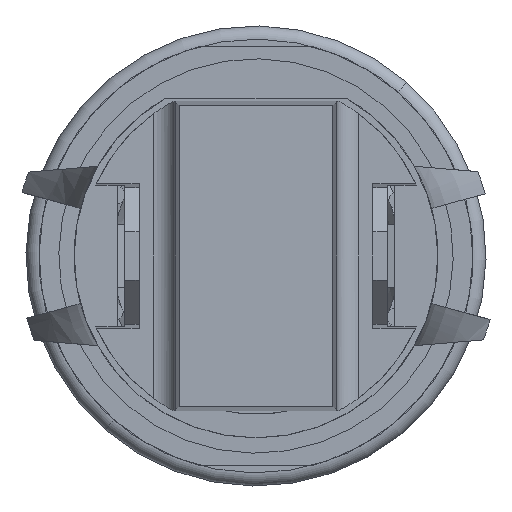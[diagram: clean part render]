
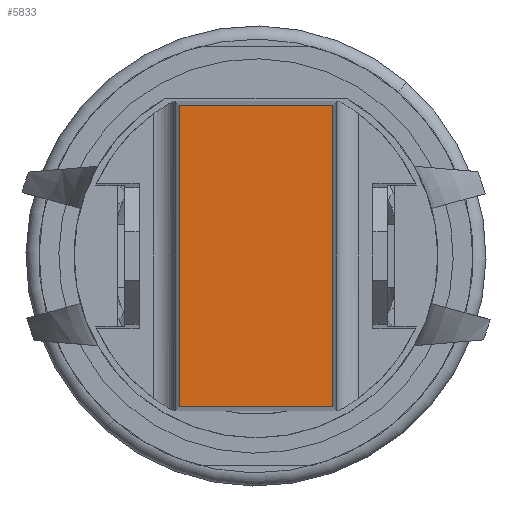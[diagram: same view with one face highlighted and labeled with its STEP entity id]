
A CAD part, front view. The second image highlights one B-rep face of the part: STEP entity #5833.
In plain terms, the highlighted planar face has unit normal (0, -1, 0).
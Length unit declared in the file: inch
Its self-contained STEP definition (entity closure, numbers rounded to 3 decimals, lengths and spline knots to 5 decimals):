
#471 = CARTESIAN_POINT ( 'NONE',  ( 0.212, -0.337, 0.10512 ) ) ;
#513 = VECTOR ( 'NONE', #2762, 39.37008 ) ;
#1030 = ORIENTED_EDGE ( 'NONE', *, *, #12229, .F. ) ;
#1256 = EDGE_CURVE ( 'NONE', #6985, #7534, #7446, .T. ) ;
#1703 = VECTOR ( 'NONE', #12461, 39.37008 ) ;
#2762 = DIRECTION ( 'NONE',  ( 0., 0., -1. ) ) ;
#2890 = FACE_OUTER_BOUND ( 'NONE', #4102, .T. ) ;
#3848 = CARTESIAN_POINT ( 'NONE',  ( 0.212, -0.337, 0.111 ) ) ;
#4068 = VERTEX_POINT ( 'NONE', #12647 ) ;
#4102 = EDGE_LOOP ( 'NONE', ( #5511, #5129, #1030, #4194 ) ) ;
#4194 = ORIENTED_EDGE ( 'NONE', *, *, #14556, .T. ) ;
#4508 = CARTESIAN_POINT ( 'NONE',  ( 0.212, -0.337, -0.10512 ) ) ;
#4613 = EDGE_CURVE ( 'NONE', #4068, #7534, #9660, .T. ) ;
#4983 = VECTOR ( 'NONE', #11844, 39.37008 ) ;
#4997 = DIRECTION ( 'NONE',  ( 0., 1., 0. ) ) ;
#5129 = ORIENTED_EDGE ( 'NONE', *, *, #1256, .F. ) ;
#5511 = ORIENTED_EDGE ( 'NONE', *, *, #4613, .T. ) ;
#5833 = ADVANCED_FACE ( 'NONE', ( #2890 ), #10658, .F. ) ;
#6146 = CARTESIAN_POINT ( 'NONE',  ( -0.20612, -0.337, 0.111 ) ) ;
#6985 = VERTEX_POINT ( 'NONE', #8097 ) ;
#7446 = LINE ( 'NONE', #4508, #1703 ) ;
#7534 = VERTEX_POINT ( 'NONE', #12132 ) ;
#7537 = LINE ( 'NONE', #12342, #13222 ) ;
#8045 = LINE ( 'NONE', #471, #4983 ) ;
#8097 = CARTESIAN_POINT ( 'NONE',  ( 0.20612, -0.337, -0.10512 ) ) ;
#8267 = VERTEX_POINT ( 'NONE', #9948 ) ;
#9660 = LINE ( 'NONE', #6146, #513 ) ;
#9948 = CARTESIAN_POINT ( 'NONE',  ( 0.20612, -0.337, 0.10512 ) ) ;
#10658 = PLANE ( 'NONE',  #12328 ) ;
#11844 = DIRECTION ( 'NONE',  ( -1., 0., 0. ) ) ;
#12132 = CARTESIAN_POINT ( 'NONE',  ( -0.20612, -0.337, -0.10512 ) ) ;
#12229 = EDGE_CURVE ( 'NONE', #8267, #6985, #7537, .T. ) ;
#12328 = AXIS2_PLACEMENT_3D ( 'NONE', #3848, #4997, #12960 ) ;
#12342 = CARTESIAN_POINT ( 'NONE',  ( 0.20612, -0.337, 0.111 ) ) ;
#12461 = DIRECTION ( 'NONE',  ( -1., 0., 0. ) ) ;
#12647 = CARTESIAN_POINT ( 'NONE',  ( -0.20612, -0.337, 0.10512 ) ) ;
#12960 = DIRECTION ( 'NONE',  ( 0., 0., 1. ) ) ;
#13222 = VECTOR ( 'NONE', #13485, 39.37008 ) ;
#13485 = DIRECTION ( 'NONE',  ( 0., 0., -1. ) ) ;
#14556 = EDGE_CURVE ( 'NONE', #8267, #4068, #8045, .T. ) ;
